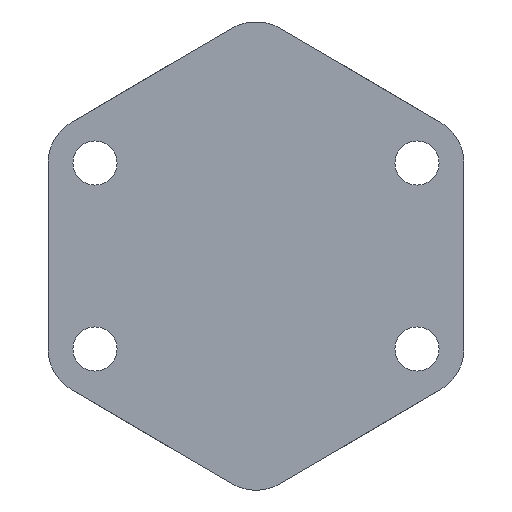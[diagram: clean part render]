
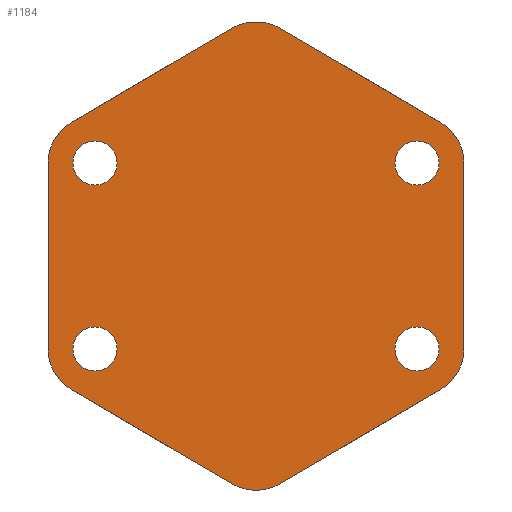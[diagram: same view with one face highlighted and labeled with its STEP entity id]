
A CAD part, front view. The second image highlights one B-rep face of the part: STEP entity #1184.
In plain terms, the highlighted planar face has unit normal (0, -1, 0).
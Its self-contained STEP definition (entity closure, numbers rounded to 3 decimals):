
#21=FACE_BOUND('',#215,.T.);
#22=FACE_BOUND('',#216,.T.);
#23=FACE_BOUND('',#217,.T.);
#24=FACE_BOUND('',#218,.T.);
#58=PLANE('',#1350);
#136=FACE_OUTER_BOUND('',#214,.T.);
#214=EDGE_LOOP('',(#1057,#1058,#1059,#1060,#1061,#1062,#1063,#1064,#1065,
#1066,#1067,#1068));
#215=EDGE_LOOP('',(#1069));
#216=EDGE_LOOP('',(#1070));
#217=EDGE_LOOP('',(#1071));
#218=EDGE_LOOP('',(#1072));
#254=LINE('',#1946,#324);
#268=LINE('',#2079,#338);
#275=LINE('',#2096,#345);
#288=LINE('',#2240,#358);
#291=LINE('',#2248,#361);
#301=LINE('',#2301,#371);
#324=VECTOR('',#1456,10.);
#338=VECTOR('',#1514,10.);
#345=VECTOR('',#1531,10.);
#358=VECTOR('',#1642,10.);
#361=VECTOR('',#1651,10.);
#371=VECTOR('',#1719,10.);
#409=CIRCLE('',#1265,3.5);
#436=CIRCLE('',#1314,3.5);
#437=CIRCLE('',#1317,3.409);
#438=CIRCLE('',#1320,3.409);
#442=CIRCLE('',#1328,1.6);
#445=CIRCLE('',#1334,1.6);
#448=CIRCLE('',#1340,1.6);
#450=CIRCLE('',#1344,1.6);
#451=CIRCLE('',#1346,3.409);
#452=CIRCLE('',#1349,3.409);
#489=VERTEX_POINT('',#1943);
#490=VERTEX_POINT('',#1945);
#508=VERTEX_POINT('',#2076);
#509=VERTEX_POINT('',#2078);
#511=VERTEX_POINT('',#2086);
#514=VERTEX_POINT('',#2094);
#539=VERTEX_POINT('',#2234);
#540=VERTEX_POINT('',#2238);
#541=VERTEX_POINT('',#2242);
#542=VERTEX_POINT('',#2246);
#546=VERTEX_POINT('',#2263);
#549=VERTEX_POINT('',#2274);
#552=VERTEX_POINT('',#2285);
#554=VERTEX_POINT('',#2292);
#555=VERTEX_POINT('',#2296);
#556=VERTEX_POINT('',#2300);
#610=EDGE_CURVE('',#490,#489,#254,.T.);
#640=EDGE_CURVE('',#509,#508,#268,.T.);
#644=EDGE_CURVE('',#508,#511,#409,.T.);
#648=EDGE_CURVE('',#511,#514,#275,.T.);
#696=EDGE_CURVE('',#489,#539,#436,.T.);
#698=EDGE_CURVE('',#539,#540,#288,.T.);
#700=EDGE_CURVE('',#540,#541,#437,.T.);
#702=EDGE_CURVE('',#541,#542,#291,.T.);
#703=EDGE_CURVE('',#542,#509,#438,.T.);
#710=EDGE_CURVE('',#546,#546,#442,.T.);
#715=EDGE_CURVE('',#549,#549,#445,.T.);
#720=EDGE_CURVE('',#552,#552,#448,.T.);
#723=EDGE_CURVE('',#554,#554,#450,.T.);
#724=EDGE_CURVE('',#555,#490,#451,.T.);
#726=EDGE_CURVE('',#556,#555,#301,.T.);
#728=EDGE_CURVE('',#514,#556,#452,.T.);
#1057=ORIENTED_EDGE('',*,*,#728,.T.);
#1058=ORIENTED_EDGE('',*,*,#726,.T.);
#1059=ORIENTED_EDGE('',*,*,#724,.T.);
#1060=ORIENTED_EDGE('',*,*,#610,.T.);
#1061=ORIENTED_EDGE('',*,*,#696,.T.);
#1062=ORIENTED_EDGE('',*,*,#698,.T.);
#1063=ORIENTED_EDGE('',*,*,#700,.T.);
#1064=ORIENTED_EDGE('',*,*,#702,.T.);
#1065=ORIENTED_EDGE('',*,*,#703,.T.);
#1066=ORIENTED_EDGE('',*,*,#640,.T.);
#1067=ORIENTED_EDGE('',*,*,#644,.T.);
#1068=ORIENTED_EDGE('',*,*,#648,.T.);
#1069=ORIENTED_EDGE('',*,*,#710,.T.);
#1070=ORIENTED_EDGE('',*,*,#715,.T.);
#1071=ORIENTED_EDGE('',*,*,#720,.T.);
#1072=ORIENTED_EDGE('',*,*,#723,.T.);
#1184=ADVANCED_FACE('',(#136,#21,#22,#23,#24),#58,.F.);
#1265=AXIS2_PLACEMENT_3D('',#2088,#1524,#1525);
#1314=AXIS2_PLACEMENT_3D('',#2236,#1637,#1638);
#1317=AXIS2_PLACEMENT_3D('',#2244,#1646,#1647);
#1320=AXIS2_PLACEMENT_3D('',#2250,#1654,#1655);
#1328=AXIS2_PLACEMENT_3D('',#2265,#1673,#1674);
#1334=AXIS2_PLACEMENT_3D('',#2276,#1687,#1688);
#1340=AXIS2_PLACEMENT_3D('',#2287,#1701,#1702);
#1344=AXIS2_PLACEMENT_3D('',#2294,#1710,#1711);
#1346=AXIS2_PLACEMENT_3D('',#2297,#1714,#1715);
#1349=AXIS2_PLACEMENT_3D('',#2304,#1723,#1724);
#1350=AXIS2_PLACEMENT_3D('',#2305,#1725,#1726);
#1456=DIRECTION('',(-0.863,0.,0.506));
#1514=DIRECTION('',(0.863,0.,-0.506));
#1524=DIRECTION('center_axis',(0.,-1.,0.));
#1525=DIRECTION('ref_axis',(1.,0.,0.));
#1531=DIRECTION('',(0.863,0.,0.506));
#1637=DIRECTION('center_axis',(0.,-1.,0.));
#1638=DIRECTION('ref_axis',(1.,0.,0.));
#1642=DIRECTION('',(-0.863,0.,-0.506));
#1646=DIRECTION('center_axis',(0.,-1.,0.));
#1647=DIRECTION('ref_axis',(1.,0.,0.));
#1651=DIRECTION('',(0.,0.,-1.));
#1654=DIRECTION('center_axis',(0.,-1.,0.));
#1655=DIRECTION('ref_axis',(1.,0.,0.));
#1673=DIRECTION('center_axis',(0.,1.,0.));
#1674=DIRECTION('ref_axis',(0.,0.,1.));
#1687=DIRECTION('center_axis',(0.,1.,0.));
#1688=DIRECTION('ref_axis',(0.,0.,1.));
#1701=DIRECTION('center_axis',(0.,1.,0.));
#1702=DIRECTION('ref_axis',(0.,0.,1.));
#1710=DIRECTION('center_axis',(0.,1.,0.));
#1711=DIRECTION('ref_axis',(0.,0.,1.));
#1714=DIRECTION('center_axis',(0.,-1.,0.));
#1715=DIRECTION('ref_axis',(1.,0.,0.));
#1719=DIRECTION('',(0.,0.,1.));
#1723=DIRECTION('center_axis',(0.,-1.,0.));
#1724=DIRECTION('ref_axis',(1.,0.,0.));
#1725=DIRECTION('center_axis',(0.,1.,0.));
#1726=DIRECTION('ref_axis',(1.,0.,0.));
#1943=CARTESIAN_POINT('',(1.77,-11.,16.519));
#1945=CARTESIAN_POINT('',(13.416,-11.,9.69));
#1946=CARTESIAN_POINT('',(13.416,-11.,9.69));
#2076=CARTESIAN_POINT('',(-1.77,-11.,-16.519));
#2078=CARTESIAN_POINT('',(-13.416,-11.,-9.69));
#2079=CARTESIAN_POINT('',(-13.416,-11.,-9.69));
#2086=CARTESIAN_POINT('',(1.77,-11.,-16.519));
#2088=CARTESIAN_POINT('Origin',(0.,-11.,-13.5));
#2094=CARTESIAN_POINT('',(13.416,-11.,-9.69));
#2096=CARTESIAN_POINT('',(13.416,-11.,-9.69));
#2234=CARTESIAN_POINT('',(-1.77,-11.,16.519));
#2236=CARTESIAN_POINT('Origin',(0.,-11.,13.5));
#2238=CARTESIAN_POINT('',(-13.416,-11.,9.69));
#2240=CARTESIAN_POINT('',(-13.416,-11.,9.69));
#2242=CARTESIAN_POINT('',(-15.1,-11.,6.75));
#2244=CARTESIAN_POINT('Origin',(-11.691,-11.,6.75));
#2246=CARTESIAN_POINT('',(-15.1,-11.,-6.75));
#2248=CARTESIAN_POINT('',(-15.1,-11.,-6.75));
#2250=CARTESIAN_POINT('Origin',(-11.691,-11.,-6.75));
#2263=CARTESIAN_POINT('',(11.691,-11.,5.15));
#2265=CARTESIAN_POINT('Origin',(11.691,-11.,6.75));
#2274=CARTESIAN_POINT('',(-11.691,-11.,-8.35));
#2276=CARTESIAN_POINT('Origin',(-11.691,-11.,-6.75));
#2285=CARTESIAN_POINT('',(-11.691,-11.,5.15));
#2287=CARTESIAN_POINT('Origin',(-11.691,-11.,6.75));
#2292=CARTESIAN_POINT('',(11.691,-11.,-8.35));
#2294=CARTESIAN_POINT('Origin',(11.691,-11.,-6.75));
#2296=CARTESIAN_POINT('',(15.1,-11.,6.75));
#2297=CARTESIAN_POINT('Origin',(11.691,-11.,6.75));
#2300=CARTESIAN_POINT('',(15.1,-11.,-6.75));
#2301=CARTESIAN_POINT('',(15.1,-11.,-6.75));
#2304=CARTESIAN_POINT('Origin',(11.691,-11.,-6.75));
#2305=CARTESIAN_POINT('Origin',(0.,-11.,0.));
